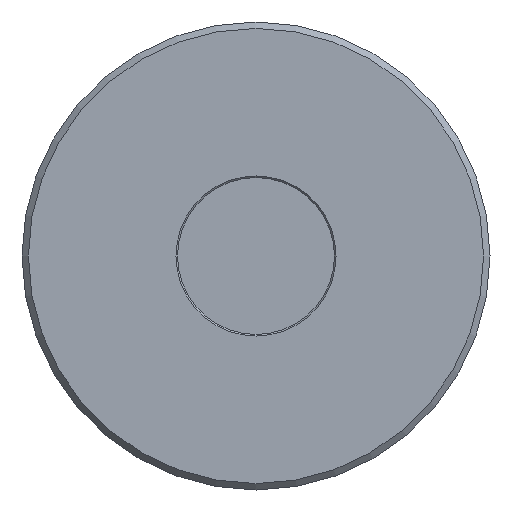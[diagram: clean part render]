
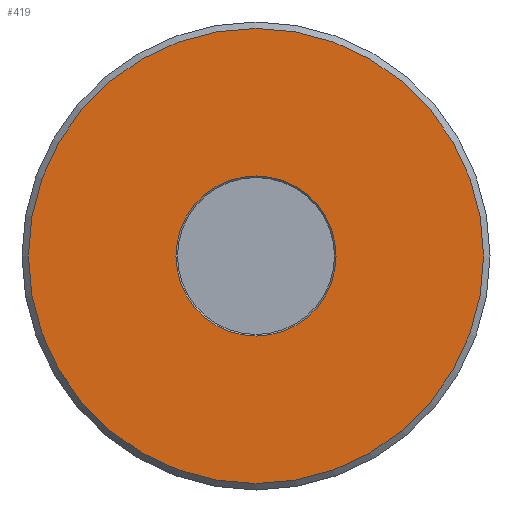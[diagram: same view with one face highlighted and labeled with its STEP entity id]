
A CAD part, front view. The second image highlights one B-rep face of the part: STEP entity #419.
In plain terms, the highlighted planar face has unit normal (0, -1, 0).
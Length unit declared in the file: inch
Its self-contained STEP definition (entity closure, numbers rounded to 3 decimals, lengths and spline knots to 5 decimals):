
#21 = CIRCLE ( 'NONE', #485, 1.06375 ) ;
#40 = AXIS2_PLACEMENT_3D ( 'NONE', #472, #263, #497 ) ;
#69 = DIRECTION ( 'NONE',  ( 0., 1., 0. ) ) ;
#71 = EDGE_CURVE ( 'NONE', #414, #414, #21, .T. ) ;
#139 = CIRCLE ( 'NONE', #501, 0.37401 ) ;
#201 = DIRECTION ( 'NONE',  ( 0., 0., 1. ) ) ;
#203 = DIRECTION ( 'NONE',  ( 0., 1., 0. ) ) ;
#207 = CARTESIAN_POINT ( 'NONE',  ( 0., 0., 0. ) ) ;
#213 = EDGE_CURVE ( 'NONE', #279, #279, #139, .T. ) ;
#227 = CARTESIAN_POINT ( 'NONE',  ( 0., 0., 0. ) ) ;
#232 = EDGE_LOOP ( 'NONE', ( #272 ) ) ;
#263 = DIRECTION ( 'NONE',  ( 0., -1., 0. ) ) ;
#272 = ORIENTED_EDGE ( 'NONE', *, *, #71, .F. ) ;
#274 = CARTESIAN_POINT ( 'NONE',  ( 0., 0., 0.37401 ) ) ;
#279 = VERTEX_POINT ( 'NONE', #274 ) ;
#291 = EDGE_LOOP ( 'NONE', ( #308 ) ) ;
#308 = ORIENTED_EDGE ( 'NONE', *, *, #213, .T. ) ;
#347 = DIRECTION ( 'NONE',  ( 0., 0., 1. ) ) ;
#414 = VERTEX_POINT ( 'NONE', #502 ) ;
#419 = ADVANCED_FACE ( 'NONE', ( #448, #520 ), #443, .T. ) ;
#443 = PLANE ( 'NONE',  #40 ) ;
#448 = FACE_BOUND ( 'NONE', #291, .T. ) ;
#472 = CARTESIAN_POINT ( 'NONE',  ( -0.37401, 0., 0. ) ) ;
#485 = AXIS2_PLACEMENT_3D ( 'NONE', #207, #203, #201 ) ;
#497 = DIRECTION ( 'NONE',  ( 0., 0., -1. ) ) ;
#501 = AXIS2_PLACEMENT_3D ( 'NONE', #227, #69, #347 ) ;
#502 = CARTESIAN_POINT ( 'NONE',  ( 0., 0., 1.06375 ) ) ;
#520 = FACE_OUTER_BOUND ( 'NONE', #232, .T. ) ;
